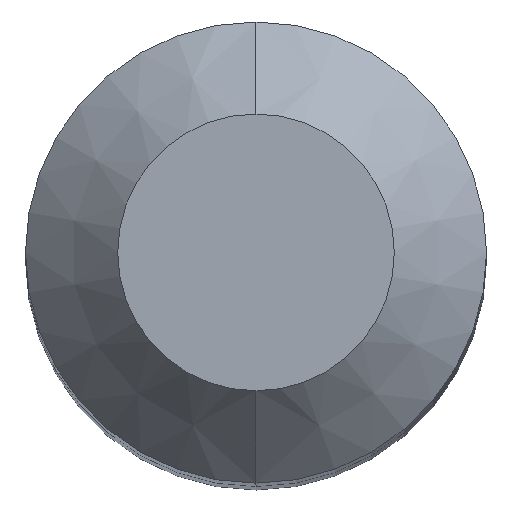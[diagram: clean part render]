
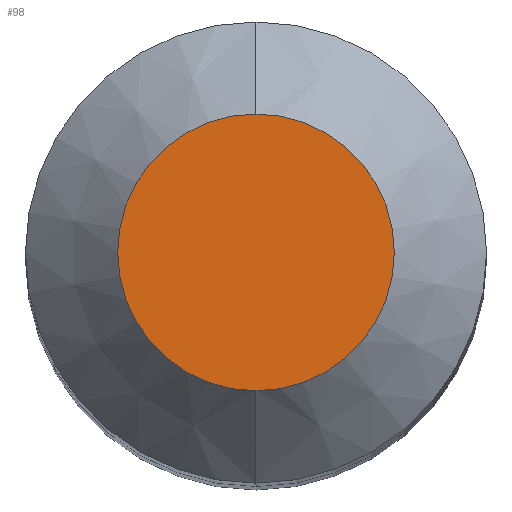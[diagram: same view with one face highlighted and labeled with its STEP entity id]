
A CAD part, top view. The second image highlights one B-rep face of the part: STEP entity #98.
In plain terms, the highlighted planar face has unit normal (0, 0, 1).
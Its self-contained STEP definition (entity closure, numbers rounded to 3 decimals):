
#98=ADVANCED_FACE('',(#180),#181,.T.);
#180=FACE_OUTER_BOUND('',#272,.T.);
#181=PLANE('',#273);
#272=EDGE_LOOP('',(#366,#367));
#273=AXIS2_PLACEMENT_3D('',#368,#369,#370);
#366=ORIENTED_EDGE('',*,*,#445,.F.);
#367=ORIENTED_EDGE('',*,*,#448,.F.);
#368=CARTESIAN_POINT('',(0.,1.5,40.0));
#369=DIRECTION('',(0.,0.0,1.0));
#370=DIRECTION('',(0.0,-1.0,0.0));
#445=EDGE_CURVE('',#503,#505,#506,.T.);
#448=EDGE_CURVE('',#505,#503,#509,.T.);
#503=VERTEX_POINT('',#559);
#505=VERTEX_POINT('',#562);
#506=CIRCLE('',#563,3.0);
#509=CIRCLE('',#567,3.0);
#559=CARTESIAN_POINT('',(0.,3.0,40.0));
#562=CARTESIAN_POINT('',(0.,-3.0,40.0));
#563=AXIS2_PLACEMENT_3D('',#606,#607,#608);
#567=AXIS2_PLACEMENT_3D('',#610,#611,#612);
#606=CARTESIAN_POINT('',(0.,0.0,40.0));
#607=DIRECTION('',(0.,0.0,-1.0));
#608=DIRECTION('',(0.0,1.0,0.0));
#610=CARTESIAN_POINT('',(0.,0.0,40.0));
#611=DIRECTION('',(0.,0.0,-1.0));
#612=DIRECTION('',(0.0,1.0,0.0));
